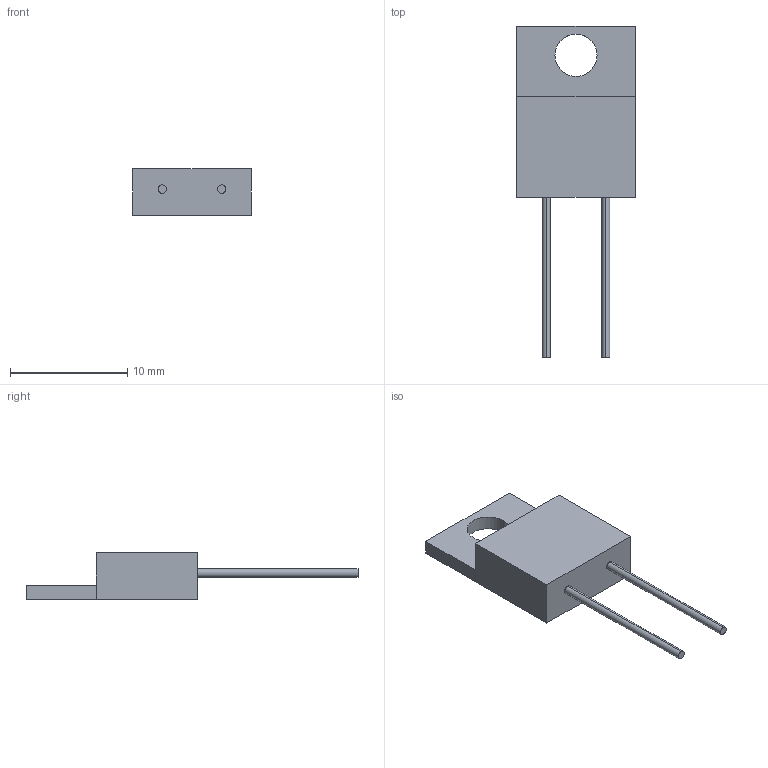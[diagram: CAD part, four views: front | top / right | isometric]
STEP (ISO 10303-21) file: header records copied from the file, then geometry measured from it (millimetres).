
FILE_DESCRIPTION (( 'STEP AP214' ), '1' );
FILE_NAME ('PWR220T-20-3R00F.STEP', '2020-12-06T07:00:35', ( '' ), ( '' ), 'SwSTEP 2.0', 'SolidWorks 2017', '' );
FILE_SCHEMA (( 'AUTOMOTIVE_DESIGN' ));
Length unit declared in the file: millimetre
Products named in the file (2): PWR220T-20-3R00F
Assembly tree (1 placements, depth 2):
  PWR220T-20-3R00F
    PWR220T-20-3R00F
Bounding box: 10.1 x 28.35 x 4 mm (x, y, z)
Volume: 421.8 mm3; surface area: 636.8 mm2
Topology: 4 solids, 4 shells, 30 faces, 66 edges, 44 vertices
Faces by surface type: plane 24, cylinder 6
Entity records: 919 total; most frequent: DIRECTION 146, CARTESIAN_POINT 144, ORIENTED_EDGE 132, EDGE_CURVE 66, LINE 54, VECTOR 54, AXIS2_PLACEMENT_3D 46, VERTEX_POINT 44
